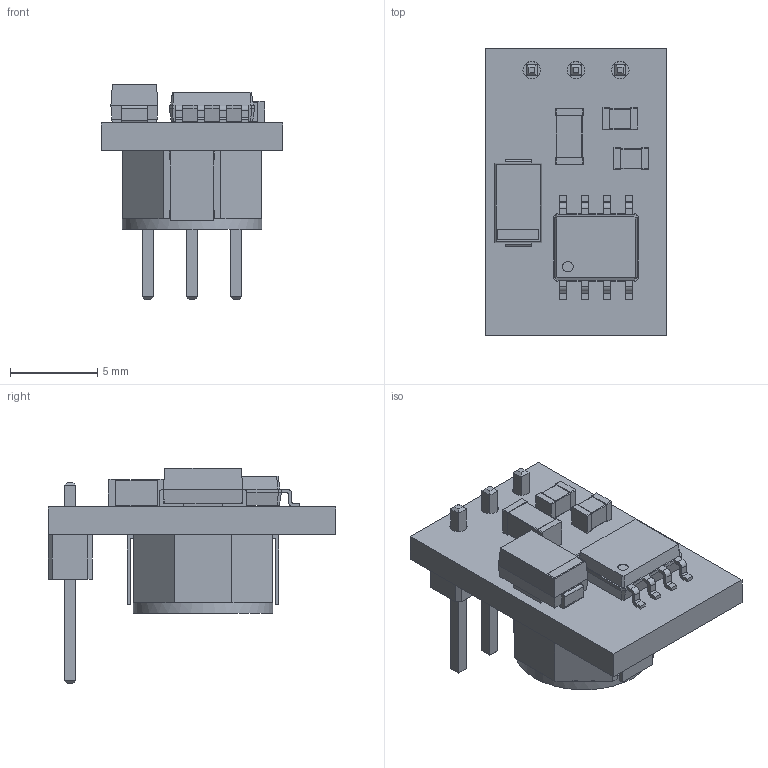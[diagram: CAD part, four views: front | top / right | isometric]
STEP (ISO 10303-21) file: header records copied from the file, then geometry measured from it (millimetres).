
FILE_DESCRIPTION(('FreeCAD Model'),'2;1');
FILE_NAME('OKI-78SR_horizontal.step','2018-09-25T18:38:19',('kicad StepUp'),( 'ksu MCAD'),'Open CASCADE STEP processor 7.2','FreeCAD','Unknown');
FILE_SCHEMA(('AUTOMOTIVE_DESIGN { 1 0 10303 214 1 1 1 1 }'));
Length unit declared in the file: millimetre
Products named in the file (1): OKI-78SR_horizontal
Bounding box: 10.41 x 16.51 x 12.36 mm (x, y, z)
Volume: 551.4 mm3; surface area: 1075.2 mm2
Topology: 2 solids, 2 shells, 404 faces, 1079 edges, 687 vertices
Faces by surface type: plane 280, cylinder 82, bspline 42
Full cylindrical faces by diameter (mm): 0.6 x1, 1 x3, 3 x1, 5 x1, 6.3 x1, 8 x1
Entity records: 15236 total; most frequent: CARTESIAN_POINT 2363, ORIENTED_EDGE 2158, DIRECTION 1934, EDGE_CURVE 1079, LINE 842, VECTOR 842, VERTEX_POINT 687, AXIS2_PLACEMENT_3D 546
